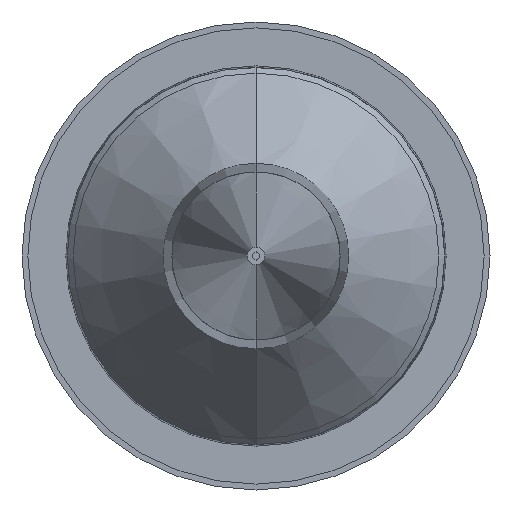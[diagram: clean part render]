
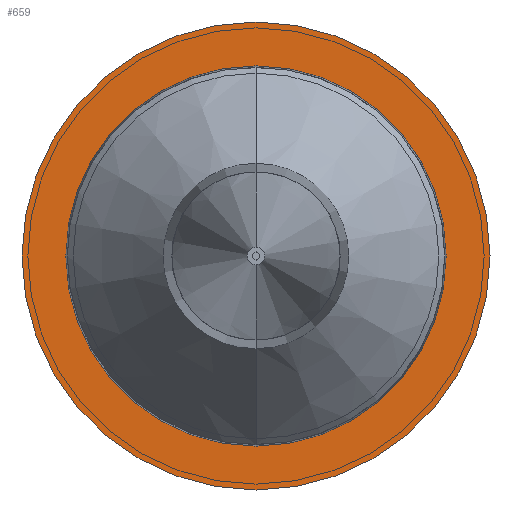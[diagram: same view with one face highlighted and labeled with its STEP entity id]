
A CAD part, front view. The second image highlights one B-rep face of the part: STEP entity #659.
In plain terms, the highlighted planar face has unit normal (0, -1, 0).
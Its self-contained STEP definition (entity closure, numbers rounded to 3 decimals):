
#2 = CIRCLE ( 'NONE', #500, 3.25 ) ;
#14 = DIRECTION ( 'NONE',  ( 0., -1., 0. ) ) ;
#18 = FACE_OUTER_BOUND ( 'NONE', #217, .T. ) ;
#37 = AXIS2_PLACEMENT_3D ( 'NONE', #289, #14, #626 ) ;
#80 = EDGE_CURVE ( 'NONE', #315, #582, #280, .T. ) ;
#124 = DIRECTION ( 'NONE',  ( 0., 1., 0. ) ) ;
#128 = CARTESIAN_POINT ( 'NONE',  ( 0., 56.386, -3.25 ) ) ;
#145 = EDGE_LOOP ( 'NONE', ( #587, #467 ) ) ;
#150 = CIRCLE ( 'NONE', #633, 4. ) ;
#160 = DIRECTION ( 'NONE',  ( 0., 1., 0. ) ) ;
#182 = DIRECTION ( 'NONE',  ( 0., 0., 1. ) ) ;
#193 = VERTEX_POINT ( 'NONE', #698 ) ;
#204 = CARTESIAN_POINT ( 'NONE',  ( 0., 56.386, 0. ) ) ;
#211 = EDGE_CURVE ( 'NONE', #193, #379, #150, .T. ) ;
#217 = EDGE_LOOP ( 'NONE', ( #446, #399 ) ) ;
#239 = PLANE ( 'NONE',  #37 ) ;
#280 = CIRCLE ( 'NONE', #335, 3.25 ) ;
#289 = CARTESIAN_POINT ( 'NONE',  ( -3.25, 56.386, 0. ) ) ;
#303 = CARTESIAN_POINT ( 'NONE',  ( 0., 56.386, 4. ) ) ;
#315 = VERTEX_POINT ( 'NONE', #650 ) ;
#332 = DIRECTION ( 'NONE',  ( 0., 1., 0. ) ) ;
#335 = AXIS2_PLACEMENT_3D ( 'NONE', #401, #332, #678 ) ;
#349 = FACE_BOUND ( 'NONE', #145, .T. ) ;
#379 = VERTEX_POINT ( 'NONE', #303 ) ;
#399 = ORIENTED_EDGE ( 'NONE', *, *, #211, .F. ) ;
#401 = CARTESIAN_POINT ( 'NONE',  ( 0., 56.386, 0. ) ) ;
#428 = DIRECTION ( 'NONE',  ( 0., 1., 0. ) ) ;
#436 = CARTESIAN_POINT ( 'NONE',  ( 0., 56.386, 0. ) ) ;
#446 = ORIENTED_EDGE ( 'NONE', *, *, #573, .F. ) ;
#467 = ORIENTED_EDGE ( 'NONE', *, *, #551, .T. ) ;
#500 = AXIS2_PLACEMENT_3D ( 'NONE', #436, #160, #548 ) ;
#545 = AXIS2_PLACEMENT_3D ( 'NONE', #682, #124, #182 ) ;
#548 = DIRECTION ( 'NONE',  ( 0., 0., 1. ) ) ;
#551 = EDGE_CURVE ( 'NONE', #582, #315, #2, .T. ) ;
#573 = EDGE_CURVE ( 'NONE', #379, #193, #591, .T. ) ;
#579 = DIRECTION ( 'NONE',  ( 0., 0., 1. ) ) ;
#582 = VERTEX_POINT ( 'NONE', #128 ) ;
#587 = ORIENTED_EDGE ( 'NONE', *, *, #80, .T. ) ;
#591 = CIRCLE ( 'NONE', #545, 4. ) ;
#626 = DIRECTION ( 'NONE',  ( 0., 0., -1. ) ) ;
#633 = AXIS2_PLACEMENT_3D ( 'NONE', #204, #428, #579 ) ;
#650 = CARTESIAN_POINT ( 'NONE',  ( 0., 56.386, 3.25 ) ) ;
#659 = ADVANCED_FACE ( 'NONE', ( #349, #18 ), #239, .T. ) ;
#678 = DIRECTION ( 'NONE',  ( 0., 0., 1. ) ) ;
#682 = CARTESIAN_POINT ( 'NONE',  ( 0., 56.386, 0. ) ) ;
#698 = CARTESIAN_POINT ( 'NONE',  ( 0., 56.386, -4. ) ) ;
